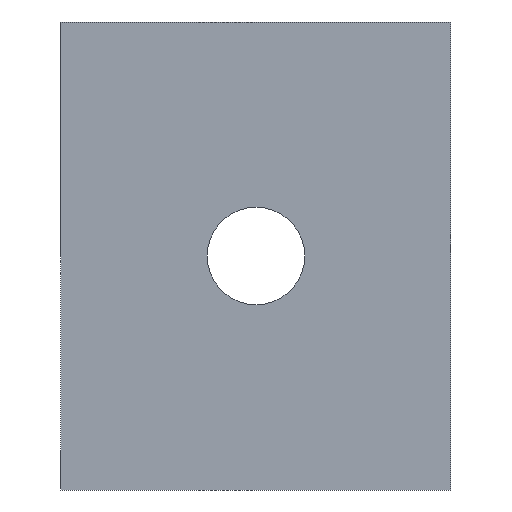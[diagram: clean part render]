
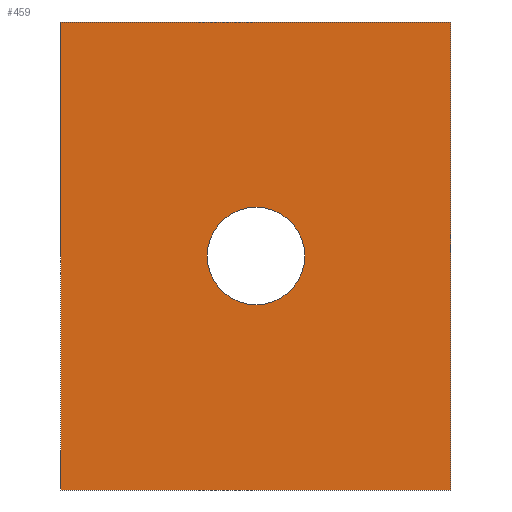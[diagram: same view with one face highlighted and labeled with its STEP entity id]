
A CAD part, front view. The second image highlights one B-rep face of the part: STEP entity #459.
In plain terms, the highlighted planar face has unit normal (0, -1, 0).
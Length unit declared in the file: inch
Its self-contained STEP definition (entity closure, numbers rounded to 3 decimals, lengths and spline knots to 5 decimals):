
#11 = DIRECTION ( 'NONE',  ( -1., 0., 0. ) ) ;
#13 = EDGE_CURVE ( 'NONE', #358, #277, #270, .T. ) ;
#27 = ORIENTED_EDGE ( 'NONE', *, *, #356, .T. ) ;
#28 = EDGE_CURVE ( 'NONE', #35, #107, #300, .T. ) ;
#35 = VERTEX_POINT ( 'NONE', #81 ) ;
#39 = CARTESIAN_POINT ( 'NONE',  ( 0., 0., 0. ) ) ;
#42 = LINE ( 'NONE', #39, #74 ) ;
#51 = FACE_BOUND ( 'NONE', #71, .T. ) ;
#55 = AXIS2_PLACEMENT_3D ( 'NONE', #159, #162, #121 ) ;
#66 = ORIENTED_EDGE ( 'NONE', *, *, #229, .T. ) ;
#69 = ORIENTED_EDGE ( 'NONE', *, *, #375, .F. ) ;
#71 = EDGE_LOOP ( 'NONE', ( #27, #422 ) ) ;
#74 = VECTOR ( 'NONE', #448, 39.37008 ) ;
#81 = CARTESIAN_POINT ( 'NONE',  ( 0.5, 0., -0.725 ) ) ;
#97 = DIRECTION ( 'NONE',  ( 0., 0., 1. ) ) ;
#106 = ORIENTED_EDGE ( 'NONE', *, *, #13, .T. ) ;
#107 = VERTEX_POINT ( 'NONE', #288 ) ;
#117 = CARTESIAN_POINT ( 'NONE',  ( 1., 0., -1.2 ) ) ;
#119 = AXIS2_PLACEMENT_3D ( 'NONE', #465, #468, #97 ) ;
#121 = DIRECTION ( 'NONE',  ( 0., 0., 1. ) ) ;
#145 = ORIENTED_EDGE ( 'NONE', *, *, #216, .F. ) ;
#150 = DIRECTION ( 'NONE',  ( -1., 0., 0. ) ) ;
#159 = CARTESIAN_POINT ( 'NONE',  ( 0.5, 0., -0.6 ) ) ;
#162 = DIRECTION ( 'NONE',  ( 0., 1., 0. ) ) ;
#165 = CIRCLE ( 'NONE', #434, 0.125 ) ;
#173 = DIRECTION ( 'NONE',  ( 0., 0., 1. ) ) ;
#193 = CARTESIAN_POINT ( 'NONE',  ( 0., 0., -1.2 ) ) ;
#209 = LINE ( 'NONE', #242, #354 ) ;
#216 = EDGE_CURVE ( 'NONE', #352, #295, #303, .T. ) ;
#229 = EDGE_CURVE ( 'NONE', #277, #295, #42, .T. ) ;
#242 = CARTESIAN_POINT ( 'NONE',  ( 1., 0., 0. ) ) ;
#270 = LINE ( 'NONE', #416, #475 ) ;
#277 = VERTEX_POINT ( 'NONE', #379 ) ;
#279 = CARTESIAN_POINT ( 'NONE',  ( 1., 0., 0. ) ) ;
#284 = CARTESIAN_POINT ( 'NONE',  ( 0.5, 0., -0.6 ) ) ;
#285 = VECTOR ( 'NONE', #150, 39.37008 ) ;
#288 = CARTESIAN_POINT ( 'NONE',  ( 0.5, 0., -0.475 ) ) ;
#295 = VERTEX_POINT ( 'NONE', #193 ) ;
#300 = CIRCLE ( 'NONE', #55, 0.125 ) ;
#303 = LINE ( 'NONE', #117, #285 ) ;
#316 = FACE_OUTER_BOUND ( 'NONE', #400, .T. ) ;
#352 = VERTEX_POINT ( 'NONE', #463 ) ;
#353 = DIRECTION ( 'NONE',  ( 0., 1., 0. ) ) ;
#354 = VECTOR ( 'NONE', #388, 39.37008 ) ;
#356 = EDGE_CURVE ( 'NONE', #107, #35, #165, .T. ) ;
#358 = VERTEX_POINT ( 'NONE', #279 ) ;
#375 = EDGE_CURVE ( 'NONE', #358, #352, #209, .T. ) ;
#379 = CARTESIAN_POINT ( 'NONE',  ( 0., 0., 0. ) ) ;
#388 = DIRECTION ( 'NONE',  ( 0., 0., -1. ) ) ;
#400 = EDGE_LOOP ( 'NONE', ( #66, #145, #69, #106 ) ) ;
#416 = CARTESIAN_POINT ( 'NONE',  ( 1., 0., 0. ) ) ;
#422 = ORIENTED_EDGE ( 'NONE', *, *, #28, .T. ) ;
#434 = AXIS2_PLACEMENT_3D ( 'NONE', #284, #353, #173 ) ;
#448 = DIRECTION ( 'NONE',  ( 0., 0., -1. ) ) ;
#459 = ADVANCED_FACE ( 'NONE', ( #51, #316 ), #460, .F. ) ;
#460 = PLANE ( 'NONE',  #119 ) ;
#463 = CARTESIAN_POINT ( 'NONE',  ( 1., 0., -1.2 ) ) ;
#465 = CARTESIAN_POINT ( 'NONE',  ( 1., 0., 0. ) ) ;
#468 = DIRECTION ( 'NONE',  ( 0., 1., 0. ) ) ;
#475 = VECTOR ( 'NONE', #11, 39.37008 ) ;
